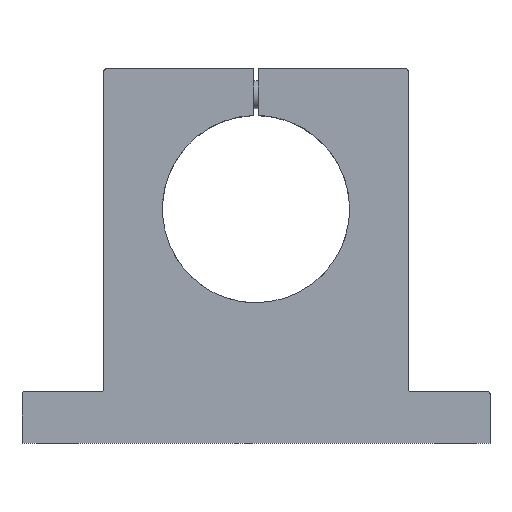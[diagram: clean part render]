
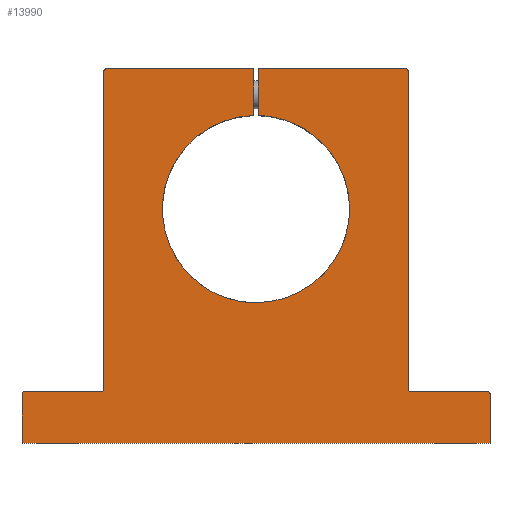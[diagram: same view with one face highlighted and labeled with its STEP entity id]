
A CAD part, top view. The second image highlights one B-rep face of the part: STEP entity #13990.
In plain terms, the highlighted free-form (B-spline) face has degree [1, 1] with [2, 2] control points.
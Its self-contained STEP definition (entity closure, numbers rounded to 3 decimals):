
#120 = CARTESIAN_POINT ('', (-66., 22., 60.));
#130 = VERTEX_POINT ('', #120);
#190 = CARTESIAN_POINT ('', (-65., 23., 60.));
#200 = VERTEX_POINT ('', #190);
#210 = CARTESIAN_POINT ('', (-66., 22., 60.));
#220 = CARTESIAN_POINT ('', (-65.414, 22., 60.));
#230 = CARTESIAN_POINT ('', (-65., 22.414, 60.));
#240 = CARTESIAN_POINT ('', (-65., 23., 60.));
#250 = (
   BOUNDED_CURVE ()
   B_SPLINE_CURVE (3, (#210, #220, #230, #240), .UNSPECIFIED., .F., .U.)
   B_SPLINE_CURVE_WITH_KNOTS ((4, 4), (0., 1.), .UNSPECIFIED.)
   CURVE ()
   GEOMETRIC_REPRESENTATION_ITEM ()
   RATIONAL_B_SPLINE_CURVE ((1., 0.805, 0.805, 1.))
   REPRESENTATION_ITEM ('')
);
#260 = EDGE_CURVE ('', #130, #200, #250, .T.);
#520 = CARTESIAN_POINT ('', (-99., 22., 60.));
#530 = VERTEX_POINT ('', #520);
#590 = CARTESIAN_POINT ('', (-99., 22., 60.));
#600 = CARTESIAN_POINT ('', (-66., 22., 60.));
#610 = B_SPLINE_CURVE_WITH_KNOTS ('', 1, (#590, #600), .UNSPECIFIED., .F., .U., (2, 2), (0., 1.), .UNSPECIFIED.);
#620 = EDGE_CURVE ('', #530, #130, #610, .T.);
#2460 = CARTESIAN_POINT ('', (100., 0., 60.));
#2470 = VERTEX_POINT ('', #2460);
#2530 = CARTESIAN_POINT ('', (-100., 0., 60.));
#2540 = VERTEX_POINT ('', #2530);
#2550 = CARTESIAN_POINT ('', (-100., 0., 60.));
#2560 = CARTESIAN_POINT ('', (100., 0., 60.));
#2570 = B_SPLINE_CURVE_WITH_KNOTS ('', 1, (#2550, #2560), .UNSPECIFIED., .F., .U., (2, 2), (0., 1.), .UNSPECIFIED.);
#2580 = EDGE_CURVE ('', #2540, #2470, #2570, .T.);
#4350 = CARTESIAN_POINT ('', (66., 22., 60.));
#4360 = VERTEX_POINT ('', #4350);
#4420 = CARTESIAN_POINT ('', (99., 22., 60.));
#4430 = VERTEX_POINT ('', #4420);
#4440 = CARTESIAN_POINT ('', (99., 22., 60.));
#4450 = CARTESIAN_POINT ('', (66., 22., 60.));
#4460 = B_SPLINE_CURVE_WITH_KNOTS ('', 1, (#4440, #4450), .UNSPECIFIED., .F., .U., (2, 2), (0., 1.), .UNSPECIFIED.);
#4470 = EDGE_CURVE ('', #4430, #4360, #4460, .T.);
#4750 = CARTESIAN_POINT ('', (65., 23., 60.));
#4760 = VERTEX_POINT ('', #4750);
#4820 = CARTESIAN_POINT ('', (65., 23., 60.));
#4830 = CARTESIAN_POINT ('', (65., 22.414, 60.));
#4840 = CARTESIAN_POINT ('', (65.414, 22., 60.));
#4850 = CARTESIAN_POINT ('', (66., 22., 60.));
#4860 = (
   BOUNDED_CURVE ()
   B_SPLINE_CURVE (3, (#4820, #4830, #4840, #4850), .UNSPECIFIED., .F., .U.)
   B_SPLINE_CURVE_WITH_KNOTS ((4, 4), (0., 1.), .UNSPECIFIED.)
   CURVE ()
   GEOMETRIC_REPRESENTATION_ITEM ()
   RATIONAL_B_SPLINE_CURVE ((1., 0.805, 0.805, 1.))
   REPRESENTATION_ITEM ('')
);
#4870 = EDGE_CURVE ('', #4760, #4360, #4860, .T.);
#5090 = CARTESIAN_POINT ('', (65., 159., 60.));
#5100 = VERTEX_POINT ('', #5090);
#5160 = CARTESIAN_POINT ('', (65., 23., 60.));
#5170 = CARTESIAN_POINT ('', (65., 159., 60.));
#5180 = B_SPLINE_CURVE_WITH_KNOTS ('', 1, (#5160, #5170), .UNSPECIFIED., .F., .U., (2, 2), (0., 1.), .UNSPECIFIED.);
#5190 = EDGE_CURVE ('', #4760, #5100, #5180, .T.);
#9270 = CARTESIAN_POINT ('', (64., 160., 60.));
#9280 = VERTEX_POINT ('', #9270);
#9340 = CARTESIAN_POINT ('', (64., 160., 60.));
#9350 = CARTESIAN_POINT ('', (64.586, 160., 60.));
#9360 = CARTESIAN_POINT ('', (65., 159.586, 60.));
#9370 = CARTESIAN_POINT ('', (65., 159., 60.));
#9380 = (
   BOUNDED_CURVE ()
   B_SPLINE_CURVE (3, (#9340, #9350, #9360, #9370), .UNSPECIFIED., .F., .U.)
   B_SPLINE_CURVE_WITH_KNOTS ((4, 4), (0., 1.), .UNSPECIFIED.)
   CURVE ()
   GEOMETRIC_REPRESENTATION_ITEM ()
   RATIONAL_B_SPLINE_CURVE ((1., 0.805, 0.805, 1.))
   REPRESENTATION_ITEM ('')
);
#9390 = EDGE_CURVE ('', #9280, #5100, #9380, .T.);
#9610 = CARTESIAN_POINT ('', (1., 160., 60.));
#9620 = VERTEX_POINT ('', #9610);
#9680 = CARTESIAN_POINT ('', (64., 160., 60.));
#9690 = CARTESIAN_POINT ('', (1., 160., 60.));
#9700 = B_SPLINE_CURVE_WITH_KNOTS ('', 1, (#9680, #9690), .UNSPECIFIED., .F., .U., (2, 2), (0., 1.), .UNSPECIFIED.);
#9710 = EDGE_CURVE ('', #9280, #9620, #9700, .T.);
#9890 = CARTESIAN_POINT ('', (1., 139.987, 60.));
#9900 = VERTEX_POINT ('', #9890);
#9960 = CARTESIAN_POINT ('', (1., 139.987, 60.));
#9970 = CARTESIAN_POINT ('', (1., 160., 60.));
#9980 = B_SPLINE_CURVE_WITH_KNOTS ('', 1, (#9960, #9970), .UNSPECIFIED., .F., .U., (2, 2), (0., 1.), .UNSPECIFIED.);
#9990 = EDGE_CURVE ('', #9900, #9620, #9980, .T.);
#11800 = CARTESIAN_POINT ('', (-1., 160., 60.));
#11810 = VERTEX_POINT ('', #11800);
#11870 = CARTESIAN_POINT ('', (-1., 139.987, 60.));
#11880 = VERTEX_POINT ('', #11870);
#11890 = CARTESIAN_POINT ('', (-1., 160., 60.));
#11900 = CARTESIAN_POINT ('', (-1., 139.987, 60.));
#11910 = B_SPLINE_CURVE_WITH_KNOTS ('', 1, (#11890, #11900), .UNSPECIFIED., .F., .U., (2, 2), (0., 1.), .UNSPECIFIED.);
#11920 = EDGE_CURVE ('', #11810, #11880, #11910, .T.);
#12190 = CARTESIAN_POINT ('', (-64., 160., 60.));
#12200 = VERTEX_POINT ('', #12190);
#12260 = CARTESIAN_POINT ('', (-1., 160., 60.));
#12270 = CARTESIAN_POINT ('', (-64., 160., 60.));
#12280 = B_SPLINE_CURVE_WITH_KNOTS ('', 1, (#12260, #12270), .UNSPECIFIED., .F., .U., (2, 2), (0., 1.), .UNSPECIFIED.);
#12290 = EDGE_CURVE ('', #11810, #12200, #12280, .T.);
#12490 = CARTESIAN_POINT ('', (-65., 159., 60.));
#12500 = VERTEX_POINT ('', #12490);
#12560 = CARTESIAN_POINT ('', (-65., 159., 60.));
#12570 = CARTESIAN_POINT ('', (-65., 159.586, 60.));
#12580 = CARTESIAN_POINT ('', (-64.586, 160., 60.));
#12590 = CARTESIAN_POINT ('', (-64., 160., 60.));
#12600 = (
   BOUNDED_CURVE ()
   B_SPLINE_CURVE (3, (#12560, #12570, #12580, #12590), .UNSPECIFIED., .F., .U.)
   B_SPLINE_CURVE_WITH_KNOTS ((4, 4), (0., 1.), .UNSPECIFIED.)
   CURVE ()
   GEOMETRIC_REPRESENTATION_ITEM ()
   RATIONAL_B_SPLINE_CURVE ((1., 0.805, 0.805, 1.))
   REPRESENTATION_ITEM ('')
);
#12610 = EDGE_CURVE ('', #12500, #12200, #12600, .T.);
#12890 = CARTESIAN_POINT ('', (-65., 23., 60.));
#12900 = CARTESIAN_POINT ('', (-65., 159., 60.));
#12910 = B_SPLINE_CURVE_WITH_KNOTS ('', 1, (#12890, #12900), .UNSPECIFIED., .F., .U., (2, 2), (0., 1.), .UNSPECIFIED.);
#12920 = EDGE_CURVE ('', #200, #12500, #12910, .T.);
#13320 = ORIENTED_EDGE ('', *, *, #620, .F.);
#13330 = CARTESIAN_POINT ('', (-100., 21., 60.));
#13340 = VERTEX_POINT ('', #13330);
#13350 = CARTESIAN_POINT ('', (-100., 21., 60.));
#13360 = CARTESIAN_POINT ('', (-100., 21.586, 60.));
#13370 = CARTESIAN_POINT ('', (-99.586, 22., 60.));
#13380 = CARTESIAN_POINT ('', (-99., 22., 60.));
#13390 = (
   BOUNDED_CURVE ()
   B_SPLINE_CURVE (3, (#13350, #13360, #13370, #13380), .UNSPECIFIED., .F., .U.)
   B_SPLINE_CURVE_WITH_KNOTS ((4, 4), (0., 1.), .UNSPECIFIED.)
   CURVE ()
   GEOMETRIC_REPRESENTATION_ITEM ()
   RATIONAL_B_SPLINE_CURVE ((1., 0.805, 0.805, 1.))
   REPRESENTATION_ITEM ('')
);
#13400 = EDGE_CURVE ('', #13340, #530, #13390, .T.);
#13410 = ORIENTED_EDGE ('', *, *, #13400, .F.);
#13420 = CARTESIAN_POINT ('', (-100., 21., 60.));
#13430 = CARTESIAN_POINT ('', (-100., 0., 60.));
#13440 = B_SPLINE_CURVE_WITH_KNOTS ('', 1, (#13420, #13430), .UNSPECIFIED., .F., .U., (2, 2), (0., 1.), .UNSPECIFIED.);
#13450 = EDGE_CURVE ('', #13340, #2540, #13440, .T.);
#13460 = ORIENTED_EDGE ('', *, *, #13450, .T.);
#13470 = ORIENTED_EDGE ('', *, *, #2580, .T.);
#13480 = CARTESIAN_POINT ('', (100., 21., 60.));
#13490 = VERTEX_POINT ('', #13480);
#13500 = CARTESIAN_POINT ('', (100., 21., 60.));
#13510 = CARTESIAN_POINT ('', (100., 0., 60.));
#13520 = B_SPLINE_CURVE_WITH_KNOTS ('', 1, (#13500, #13510), .UNSPECIFIED., .F., .U., (2, 2), (0., 1.), .UNSPECIFIED.);
#13530 = EDGE_CURVE ('', #13490, #2470, #13520, .T.);
#13540 = ORIENTED_EDGE ('', *, *, #13530, .F.);
#13550 = CARTESIAN_POINT ('', (99., 22., 60.));
#13560 = CARTESIAN_POINT ('', (99.586, 22., 60.));
#13570 = CARTESIAN_POINT ('', (100., 21.586, 60.));
#13580 = CARTESIAN_POINT ('', (100., 21., 60.));
#13590 = (
   BOUNDED_CURVE ()
   B_SPLINE_CURVE (3, (#13550, #13560, #13570, #13580), .UNSPECIFIED., .F., .U.)
   B_SPLINE_CURVE_WITH_KNOTS ((4, 4), (0., 1.), .UNSPECIFIED.)
   CURVE ()
   GEOMETRIC_REPRESENTATION_ITEM ()
   RATIONAL_B_SPLINE_CURVE ((1., 0.805, 0.805, 1.))
   REPRESENTATION_ITEM ('')
);
#13600 = EDGE_CURVE ('', #4430, #13490, #13590, .T.);
#13610 = ORIENTED_EDGE ('', *, *, #13600, .F.);
#13620 = ORIENTED_EDGE ('', *, *, #4470, .T.);
#13630 = ORIENTED_EDGE ('', *, *, #4870, .F.);
#13640 = ORIENTED_EDGE ('', *, *, #5190, .T.);
#13650 = ORIENTED_EDGE ('', *, *, #9390, .F.);
#13660 = ORIENTED_EDGE ('', *, *, #9710, .T.);
#13670 = ORIENTED_EDGE ('', *, *, #9990, .F.);
#13680 = CARTESIAN_POINT ('', (-1., 60.013, 60.));
#13690 = VERTEX_POINT ('', #13680);
#13700 = CARTESIAN_POINT ('', (-1., 60.013, 60.));
#13710 = CARTESIAN_POINT ('', (-0.665, 60.004, 60.));
#13720 = CARTESIAN_POINT ('', (-0.332, 60., 60.));
#13730 = CARTESIAN_POINT ('', (0., 60., 60.));
#13740 = CARTESIAN_POINT ('', (78.043, 60., 60.));
#13750 = CARTESIAN_POINT ('', (79.018, 138.036, 60.));
#13760 = CARTESIAN_POINT ('', (1., 139.987, 60.));
#13770 = (
   BOUNDED_CURVE ()
   B_SPLINE_CURVE (3, (#13700, #13710, #13720, #13730, #13740, #13750, #13760), .UNSPECIFIED., .F., .U.)
   B_SPLINE_CURVE_WITH_KNOTS ((4, 3, 4), (0., 0.012, 1.), .UNSPECIFIED.)
   CURVE ()
   GEOMETRIC_REPRESENTATION_ITEM ()
   RATIONAL_B_SPLINE_CURVE ((0.976, 0.984, 0.992, 1., 0.342, 0.342, 1.))
   REPRESENTATION_ITEM ('')
);
#13780 = EDGE_CURVE ('', #13690, #9900, #13770, .T.);
#13790 = ORIENTED_EDGE ('', *, *, #13780, .F.);
#13800 = CARTESIAN_POINT ('', (-1., 139.987, 60.));
#13810 = CARTESIAN_POINT ('', (-76.264, 138.105, 60.));
#13820 = CARTESIAN_POINT ('', (-78.032, 61.939, 60.));
#13830 = CARTESIAN_POINT ('', (-1., 60.013, 60.));
#13840 = (
   BOUNDED_CURVE ()
   B_SPLINE_CURVE (3, (#13800, #13810, #13820, #13830), .UNSPECIFIED., .F., .U.)
   B_SPLINE_CURVE_WITH_KNOTS ((4, 4), (0., 1.), .UNSPECIFIED.)
   CURVE ()
   GEOMETRIC_REPRESENTATION_ITEM ()
   RATIONAL_B_SPLINE_CURVE ((1., 0.35, 0.342, 0.976))
   REPRESENTATION_ITEM ('')
);
#13850 = EDGE_CURVE ('', #11880, #13690, #13840, .T.);
#13860 = ORIENTED_EDGE ('', *, *, #13850, .F.);
#13870 = ORIENTED_EDGE ('', *, *, #11920, .F.);
#13880 = ORIENTED_EDGE ('', *, *, #12290, .T.);
#13890 = ORIENTED_EDGE ('', *, *, #12610, .F.);
#13900 = ORIENTED_EDGE ('', *, *, #12920, .F.);
#13910 = ORIENTED_EDGE ('', *, *, #260, .F.);
#13920 = EDGE_LOOP ('', (#13320, #13410, #13460, #13470, #13540, #13610, #13620, #13630, #13640, #13650, #13660, #13670, #13790, #13860, #13870, #13880, #13890, #13900, #13910));
#13930 = FACE_OUTER_BOUND ('', #13920, .T.);
#13940 = CARTESIAN_POINT ('', (-100., 0., 60.));
#13950 = CARTESIAN_POINT ('', (-100., 160., 60.));
#13960 = CARTESIAN_POINT ('', (100., 0., 60.));
#13970 = CARTESIAN_POINT ('', (100., 160., 60.));
#13980 = B_SPLINE_SURFACE_WITH_KNOTS ('', 1, 1, ((#13940, #13950), (#13960, #13970)), .UNSPECIFIED., .F., .F., .U., (2, 2), (2, 2), (0., 1.), (0., 1.), .UNSPECIFIED.);
#13990 = ADVANCED_FACE ('', (#13930), #13980, .T.);
